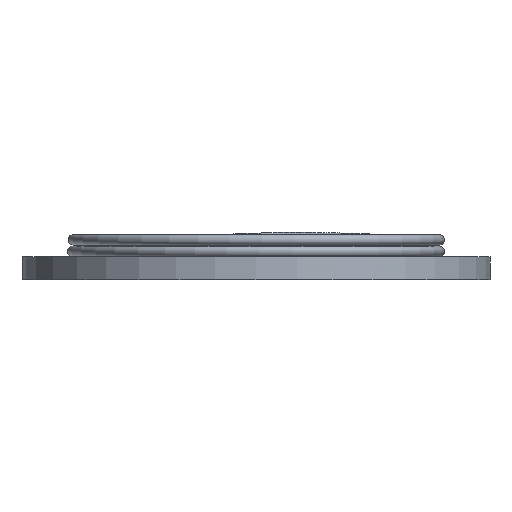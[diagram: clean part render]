
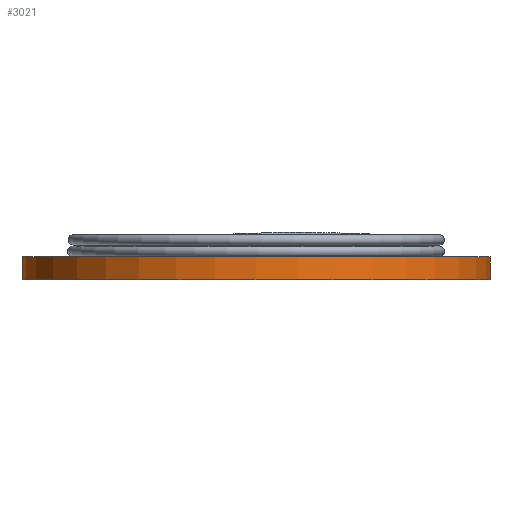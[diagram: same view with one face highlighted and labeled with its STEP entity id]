
A CAD part, left-side view. The second image highlights one B-rep face of the part: STEP entity #3021.
In plain terms, the highlighted cylindrical face has radius 10.25 mm (diameter 20.5 mm), a full revolution.
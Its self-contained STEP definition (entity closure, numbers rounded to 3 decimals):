
#87=CYLINDRICAL_SURFACE('',#3177,10.25);
#332=CIRCLE('',#3176,10.25);
#333=CIRCLE('',#3178,10.25);
#445=ORIENTED_EDGE('',*,*,#985,.F.);
#446=ORIENTED_EDGE('',*,*,#936,.T.);
#936=EDGE_CURVE('',#1206,#1206,#332,.T.);
#985=EDGE_CURVE('',#1255,#1255,#333,.T.);
#1206=VERTEX_POINT('',#3961);
#1255=VERTEX_POINT('',#4329);
#1510=EDGE_LOOP('',(#445));
#1511=EDGE_LOOP('',(#446));
#1727=FACE_BOUND('',#1510,.T.);
#1728=FACE_BOUND('',#1511,.T.);
#3021=ADVANCED_FACE('',(#1727,#1728),#87,.T.);
#3176=AXIS2_PLACEMENT_3D('',#3960,#3324,#3325);
#3177=AXIS2_PLACEMENT_3D('',#4327,#3351,#3352);
#3178=AXIS2_PLACEMENT_3D('',#4328,#3353,#3354);
#3324=DIRECTION('',(0.,0.,-1.));
#3325=DIRECTION('',(1.,0.,0.));
#3351=DIRECTION('',(0.,0.,1.));
#3352=DIRECTION('',(1.,0.,0.));
#3353=DIRECTION('',(0.,0.,-1.));
#3354=DIRECTION('',(1.,0.,0.));
#3960=CARTESIAN_POINT('',(0.,0.,0.));
#3961=CARTESIAN_POINT('',(10.25,0.,0.));
#4327=CARTESIAN_POINT('',(0.,0.,-1.));
#4328=CARTESIAN_POINT('',(0.,0.,-1.));
#4329=CARTESIAN_POINT('',(10.25,0.,-1.));
